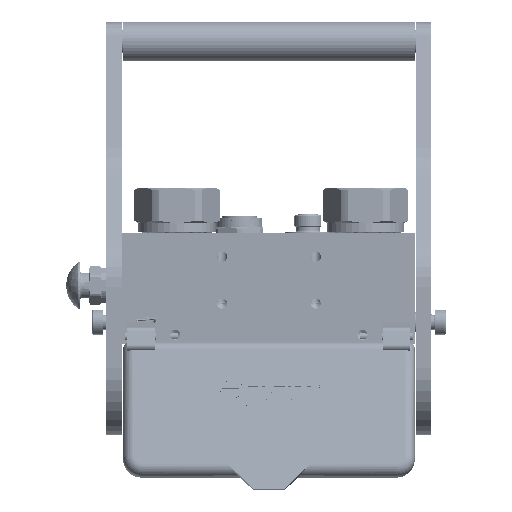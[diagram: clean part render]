
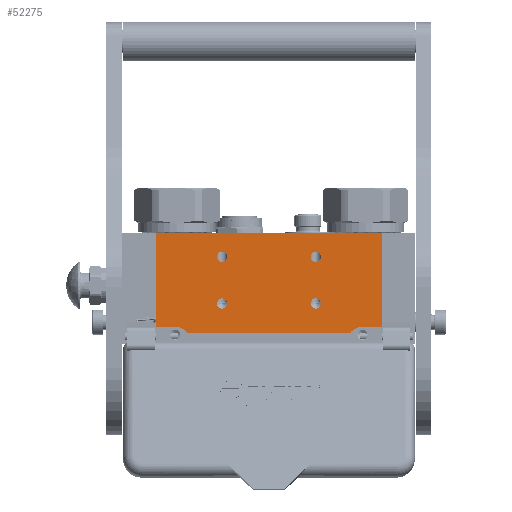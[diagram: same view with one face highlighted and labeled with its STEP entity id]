
A CAD part, left-side view. The second image highlights one B-rep face of the part: STEP entity #52275.
In plain terms, the highlighted face is planar.
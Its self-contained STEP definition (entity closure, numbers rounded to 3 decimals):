
#12 = EDGE_CURVE ( 'NONE', #139485, #80043, #85941, .T. ) ;
#456 = DIRECTION ( 'NONE',  ( 0.815, -0.58, 0. ) ) ;
#6285 = EDGE_CURVE ( 'NONE', #39927, #82925, #71177, .T. ) ;
#8105 = DIRECTION ( 'NONE',  ( 0., 1., 0. ) ) ;
#9972 = CARTESIAN_POINT ( 'NONE',  ( 145.854, 64.2, -108. ) ) ;
#10661 = CIRCLE ( 'NONE', #141398, 3.3 ) ;
#11598 = FACE_BOUND ( 'NONE', #122686, .T. ) ;
#12038 = VERTEX_POINT ( 'NONE', #147661 ) ;
#13110 = DIRECTION ( 'NONE',  ( 0., 0., -1. ) ) ;
#13419 = VERTEX_POINT ( 'NONE', #95900 ) ;
#14938 = CARTESIAN_POINT ( 'NONE',  ( 124., 45., -108. ) ) ;
#15340 = LINE ( 'NONE', #37381, #60815 ) ;
#16084 = VERTEX_POINT ( 'NONE', #143374 ) ;
#16781 = CIRCLE ( 'NONE', #152931, 3.3 ) ;
#17390 = AXIS2_PLACEMENT_3D ( 'NONE', #118598, #95304, #131280 ) ;
#21079 = DIRECTION ( 'NONE',  ( -1., 0., 0. ) ) ;
#24508 = EDGE_CURVE ( 'NONE', #30914, #81003, #15340, .T. ) ;
#24737 = CARTESIAN_POINT ( 'NONE',  ( 34., 70., -108. ) ) ;
#27723 = CARTESIAN_POINT ( 'NONE',  ( 64., 11.7, -108. ) ) ;
#30914 = VERTEX_POINT ( 'NONE', #51865 ) ;
#32033 = CARTESIAN_POINT ( 'NONE',  ( 64., 41.7, -108. ) ) ;
#37111 = LINE ( 'NONE', #116603, #143103 ) ;
#37381 = CARTESIAN_POINT ( 'NONE',  ( 166.7, 60., -108. ) ) ;
#37730 = CARTESIAN_POINT ( 'NONE',  ( 34., 60., -108. ) ) ;
#38319 = CARTESIAN_POINT ( 'NONE',  ( 154., 60., -108. ) ) ;
#38511 = VERTEX_POINT ( 'NONE', #37730 ) ;
#39462 = CARTESIAN_POINT ( 'NONE',  ( 124., 18.3, -108. ) ) ;
#39927 = VERTEX_POINT ( 'NONE', #39462 ) ;
#40050 = FACE_BOUND ( 'NONE', #120550, .T. ) ;
#40169 = CARTESIAN_POINT ( 'NONE',  ( 64., 45., -108. ) ) ;
#41185 = DIRECTION ( 'NONE',  ( 0., 1., 0. ) ) ;
#42622 = CARTESIAN_POINT ( 'NONE',  ( 21.3, 60., -108. ) ) ;
#43373 = DIRECTION ( 'NONE',  ( 0., -1., 0. ) ) ;
#44606 = CARTESIAN_POINT ( 'NONE',  ( 124., 11.7, -108. ) ) ;
#48815 = CIRCLE ( 'NONE', #97284, 3.3 ) ;
#48823 = CARTESIAN_POINT ( 'NONE',  ( 124., 15., -108. ) ) ;
#49233 = EDGE_CURVE ( 'NONE', #121440, #71109, #153276, .T. ) ;
#50782 = ORIENTED_EDGE ( 'NONE', *, *, #6285, .F. ) ;
#51865 = CARTESIAN_POINT ( 'NONE',  ( 166.7, 60., -108. ) ) ;
#52143 = CARTESIAN_POINT ( 'NONE',  ( 166.7, 0., -108. ) ) ;
#52275 = ADVANCED_FACE ( 'NONE', ( #144177, #40050, #123450, #11598, #79881 ), #82881, .T. ) ;
#52815 = EDGE_LOOP ( 'NONE', ( #95184, #82618 ) ) ;
#55785 = VERTEX_POINT ( 'NONE', #42622 ) ;
#56079 = ORIENTED_EDGE ( 'NONE', *, *, #93260, .F. ) ;
#57750 = DIRECTION ( 'NONE',  ( 0., 0., -1. ) ) ;
#58460 = EDGE_CURVE ( 'NONE', #71109, #121440, #16781, .T. ) ;
#59287 = ORIENTED_EDGE ( 'NONE', *, *, #156267, .F. ) ;
#59894 = EDGE_CURVE ( 'NONE', #82925, #39927, #48815, .T. ) ;
#60815 = VECTOR ( 'NONE', #61272, 1000. ) ;
#61272 = DIRECTION ( 'NONE',  ( -1., 0., 0. ) ) ;
#63378 = AXIS2_PLACEMENT_3D ( 'NONE', #24737, #13110, #456 ) ;
#64136 = CARTESIAN_POINT ( 'NONE',  ( 64., 45., -108. ) ) ;
#65609 = CARTESIAN_POINT ( 'NONE',  ( 166.7, 0., -108. ) ) ;
#68743 = DIRECTION ( 'NONE',  ( -1., 0., 0. ) ) ;
#69036 = VERTEX_POINT ( 'NONE', #70004 ) ;
#69201 = DIRECTION ( 'NONE',  ( 0., 0., -1. ) ) ;
#69580 = ORIENTED_EDGE ( 'NONE', *, *, #102053, .F. ) ;
#70004 = CARTESIAN_POINT ( 'NONE',  ( 145.854, 64.2, -108. ) ) ;
#70461 = AXIS2_PLACEMENT_3D ( 'NONE', #108533, #145024, #121769 ) ;
#71109 = VERTEX_POINT ( 'NONE', #133917 ) ;
#71177 = CIRCLE ( 'NONE', #124721, 3.3 ) ;
#71346 = AXIS2_PLACEMENT_3D ( 'NONE', #64136, #114370, #112792 ) ;
#71483 = DIRECTION ( 'NONE',  ( 0., 1., 0. ) ) ;
#73859 = ORIENTED_EDGE ( 'NONE', *, *, #12, .F. ) ;
#74387 = LINE ( 'NONE', #65609, #142512 ) ;
#76608 = CARTESIAN_POINT ( 'NONE',  ( 64., 15., -108. ) ) ;
#79881 = FACE_OUTER_BOUND ( 'NONE', #113435, .T. ) ;
#80043 = VERTEX_POINT ( 'NONE', #27723 ) ;
#81003 = VERTEX_POINT ( 'NONE', #38319 ) ;
#81184 = VERTEX_POINT ( 'NONE', #112380 ) ;
#81349 = CARTESIAN_POINT ( 'NONE',  ( 166.7, 0., -108. ) ) ;
#81417 = EDGE_CURVE ( 'NONE', #81003, #69036, #122357, .T. ) ;
#82618 = ORIENTED_EDGE ( 'NONE', *, *, #58460, .F. ) ;
#82871 = EDGE_CURVE ( 'NONE', #13419, #55785, #37111, .T. ) ;
#82881 = PLANE ( 'NONE',  #123267 ) ;
#82925 = VERTEX_POINT ( 'NONE', #44606 ) ;
#83406 = VECTOR ( 'NONE', #112499, 1000. ) ;
#85941 = CIRCLE ( 'NONE', #139280, 3.3 ) ;
#88035 = DIRECTION ( 'NONE',  ( 0., 1., 0. ) ) ;
#88046 = ORIENTED_EDGE ( 'NONE', *, *, #82871, .T. ) ;
#88773 = DIRECTION ( 'NONE',  ( 0., 1., 0. ) ) ;
#90383 = DIRECTION ( 'NONE',  ( 0., 0., -1. ) ) ;
#91522 = CARTESIAN_POINT ( 'NONE',  ( 124., 45., -108. ) ) ;
#92404 = ORIENTED_EDGE ( 'NONE', *, *, #24508, .F. ) ;
#92497 = CIRCLE ( 'NONE', #17390, 3.3 ) ;
#93260 = EDGE_CURVE ( 'NONE', #81184, #38511, #145267, .T. ) ;
#94576 = VECTOR ( 'NONE', #21079, 1000. ) ;
#95039 = DIRECTION ( 'NONE',  ( -1., 0., 0. ) ) ;
#95106 = VECTOR ( 'NONE', #100772, 1000. ) ;
#95184 = ORIENTED_EDGE ( 'NONE', *, *, #49233, .F. ) ;
#95304 = DIRECTION ( 'NONE',  ( 0., 0., -1. ) ) ;
#95900 = CARTESIAN_POINT ( 'NONE',  ( 21.3, 0., -108. ) ) ;
#96527 = ORIENTED_EDGE ( 'NONE', *, *, #81417, .F. ) ;
#96947 = DIRECTION ( 'NONE',  ( 0., -1., 0. ) ) ;
#97284 = AXIS2_PLACEMENT_3D ( 'NONE', #48823, #98506, #96947 ) ;
#98386 = LINE ( 'NONE', #9972, #94576 ) ;
#98506 = DIRECTION ( 'NONE',  ( 0., 0., -1. ) ) ;
#99323 = ORIENTED_EDGE ( 'NONE', *, *, #113881, .F. ) ;
#100772 = DIRECTION ( 'NONE',  ( 0., 1., 0. ) ) ;
#102053 = EDGE_CURVE ( 'NONE', #16084, #30914, #136684, .T. ) ;
#102781 = EDGE_CURVE ( 'NONE', #104739, #12038, #155743, .T. ) ;
#104739 = VERTEX_POINT ( 'NONE', #143610 ) ;
#107675 = CARTESIAN_POINT ( 'NONE',  ( 64., 18.3, -108. ) ) ;
#108533 = CARTESIAN_POINT ( 'NONE',  ( 154., 70., -108. ) ) ;
#109980 = LINE ( 'NONE', #124670, #83406 ) ;
#110789 = EDGE_LOOP ( 'NONE', ( #135123, #99323 ) ) ;
#111852 = DIRECTION ( 'NONE',  ( 0., 0., -1. ) ) ;
#112380 = CARTESIAN_POINT ( 'NONE',  ( 42.146, 64.2, -108. ) ) ;
#112499 = DIRECTION ( 'NONE',  ( 1., 0., 0. ) ) ;
#112792 = DIRECTION ( 'NONE',  ( 0., -1., 0. ) ) ;
#113435 = EDGE_LOOP ( 'NONE', ( #69580, #122823, #88046, #136014, #56079, #59287, #96527, #92404 ) ) ;
#113881 = EDGE_CURVE ( 'NONE', #12038, #104739, #10661, .T. ) ;
#114370 = DIRECTION ( 'NONE',  ( 0., 0., -1. ) ) ;
#115683 = ORIENTED_EDGE ( 'NONE', *, *, #153265, .F. ) ;
#116603 = CARTESIAN_POINT ( 'NONE',  ( 21.3, 0., -108. ) ) ;
#117988 = EDGE_CURVE ( 'NONE', #55785, #38511, #109980, .T. ) ;
#118598 = CARTESIAN_POINT ( 'NONE',  ( 64., 15., -108. ) ) ;
#119102 = CARTESIAN_POINT ( 'NONE',  ( 124., 15., -108. ) ) ;
#120550 = EDGE_LOOP ( 'NONE', ( #137394, #50782 ) ) ;
#121440 = VERTEX_POINT ( 'NONE', #32033 ) ;
#121769 = DIRECTION ( 'NONE',  ( 0., -1., 0. ) ) ;
#122357 = CIRCLE ( 'NONE', #70461, 10. ) ;
#122686 = EDGE_LOOP ( 'NONE', ( #115683, #73859 ) ) ;
#122823 = ORIENTED_EDGE ( 'NONE', *, *, #153749, .T. ) ;
#123267 = AXIS2_PLACEMENT_3D ( 'NONE', #81349, #69201, #95039 ) ;
#123450 = FACE_BOUND ( 'NONE', #52815, .T. ) ;
#124670 = CARTESIAN_POINT ( 'NONE',  ( 21.3, 60., -108. ) ) ;
#124721 = AXIS2_PLACEMENT_3D ( 'NONE', #119102, #57750, #71483 ) ;
#125290 = DIRECTION ( 'NONE',  ( 0., 0., -1. ) ) ;
#131225 = DIRECTION ( 'NONE',  ( 0., 0., -1. ) ) ;
#131280 = DIRECTION ( 'NONE',  ( 0., -1., 0. ) ) ;
#133917 = CARTESIAN_POINT ( 'NONE',  ( 64., 48.3, -108. ) ) ;
#135123 = ORIENTED_EDGE ( 'NONE', *, *, #102781, .F. ) ;
#136014 = ORIENTED_EDGE ( 'NONE', *, *, #117988, .T. ) ;
#136684 = LINE ( 'NONE', #52143, #95106 ) ;
#137394 = ORIENTED_EDGE ( 'NONE', *, *, #59894, .F. ) ;
#139280 = AXIS2_PLACEMENT_3D ( 'NONE', #76608, #125290, #88773 ) ;
#139485 = VERTEX_POINT ( 'NONE', #107675 ) ;
#141398 = AXIS2_PLACEMENT_3D ( 'NONE', #14938, #111852, #88035 ) ;
#142512 = VECTOR ( 'NONE', #68743, 1000. ) ;
#143103 = VECTOR ( 'NONE', #8105, 1000. ) ;
#143374 = CARTESIAN_POINT ( 'NONE',  ( 166.7, 0., -108. ) ) ;
#143610 = CARTESIAN_POINT ( 'NONE',  ( 124., 41.7, -108. ) ) ;
#144177 = FACE_BOUND ( 'NONE', #110789, .T. ) ;
#145024 = DIRECTION ( 'NONE',  ( 0., 0., -1. ) ) ;
#145267 = CIRCLE ( 'NONE', #63378, 10. ) ;
#147661 = CARTESIAN_POINT ( 'NONE',  ( 124., 48.3, -108. ) ) ;
#152931 = AXIS2_PLACEMENT_3D ( 'NONE', #40169, #90383, #41185 ) ;
#153265 = EDGE_CURVE ( 'NONE', #80043, #139485, #92497, .T. ) ;
#153276 = CIRCLE ( 'NONE', #71346, 3.3 ) ;
#153749 = EDGE_CURVE ( 'NONE', #16084, #13419, #74387, .T. ) ;
#155743 = CIRCLE ( 'NONE', #156832, 3.3 ) ;
#156267 = EDGE_CURVE ( 'NONE', #69036, #81184, #98386, .T. ) ;
#156832 = AXIS2_PLACEMENT_3D ( 'NONE', #91522, #131225, #43373 ) ;
